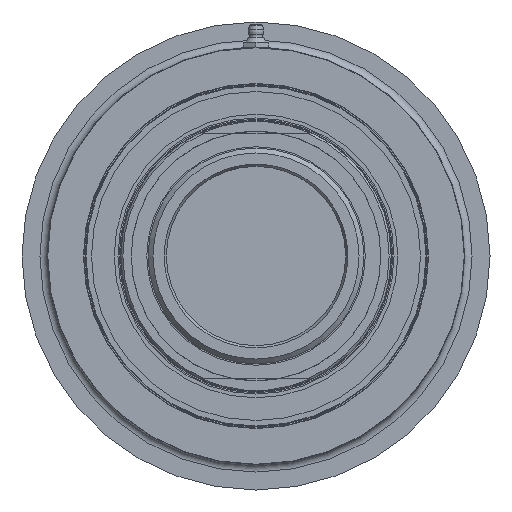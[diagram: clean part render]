
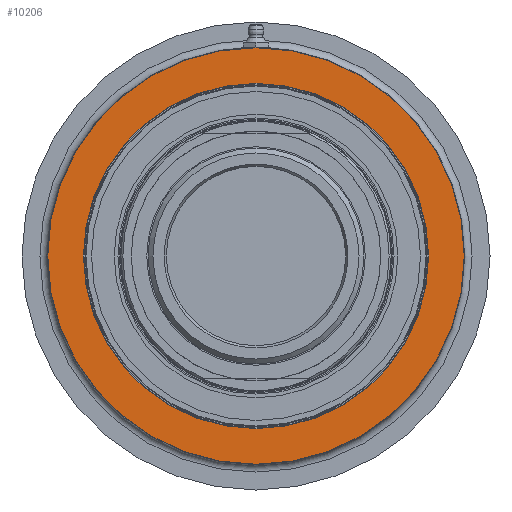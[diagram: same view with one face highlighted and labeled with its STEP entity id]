
A CAD part, left-side view. The second image highlights one B-rep face of the part: STEP entity #10206.
In plain terms, the highlighted planar face has unit normal (-1, 0, 0).
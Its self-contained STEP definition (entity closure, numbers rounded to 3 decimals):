
#228=FACE_BOUND('',#1439,.T.);
#303=PLANE('',#10926);
#807=FACE_OUTER_BOUND('',#1438,.T.);
#1438=EDGE_LOOP('',(#6955));
#1439=EDGE_LOOP('',(#6956,#6957));
#2493=CIRCLE('',#10915,84.768);
#2501=CIRCLE('',#10927,70.25);
#2502=CIRCLE('',#10928,70.25);
#4218=VERTEX_POINT('',#16102);
#4223=VERTEX_POINT('',#16138);
#4224=VERTEX_POINT('',#16139);
#5289=EDGE_CURVE('',#4218,#4218,#2493,.T.);
#5298=EDGE_CURVE('',#4223,#4224,#2501,.T.);
#5299=EDGE_CURVE('',#4224,#4223,#2502,.T.);
#6955=ORIENTED_EDGE('',*,*,#5289,.F.);
#6956=ORIENTED_EDGE('',*,*,#5298,.T.);
#6957=ORIENTED_EDGE('',*,*,#5299,.T.);
#10206=ADVANCED_FACE('',(#807,#228),#303,.F.);
#10915=AXIS2_PLACEMENT_3D('',#16104,#12144,#12145);
#10926=AXIS2_PLACEMENT_3D('',#16137,#12166,#12167);
#10927=AXIS2_PLACEMENT_3D('',#16140,#12168,#12169);
#10928=AXIS2_PLACEMENT_3D('',#16141,#12170,#12171);
#12144=DIRECTION('center_axis',(1.,0.,0.));
#12145=DIRECTION('ref_axis',(0.,0.,-1.));
#12166=DIRECTION('center_axis',(1.,0.,0.));
#12167=DIRECTION('ref_axis',(0.,0.,-1.));
#12168=DIRECTION('center_axis',(1.,0.,0.));
#12169=DIRECTION('ref_axis',(0.,0.,1.));
#12170=DIRECTION('center_axis',(1.,0.,0.));
#12171=DIRECTION('ref_axis',(0.,0.,1.));
#16102=CARTESIAN_POINT('',(84.05,0.,84.768));
#16104=CARTESIAN_POINT('Origin',(84.05,0.,0.));
#16137=CARTESIAN_POINT('Origin',(84.05,0.,0.));
#16138=CARTESIAN_POINT('',(84.05,0.,70.25));
#16139=CARTESIAN_POINT('',(84.05,0.,-70.25));
#16140=CARTESIAN_POINT('Origin',(84.05,0.,0.));
#16141=CARTESIAN_POINT('Origin',(84.05,0.,0.));
